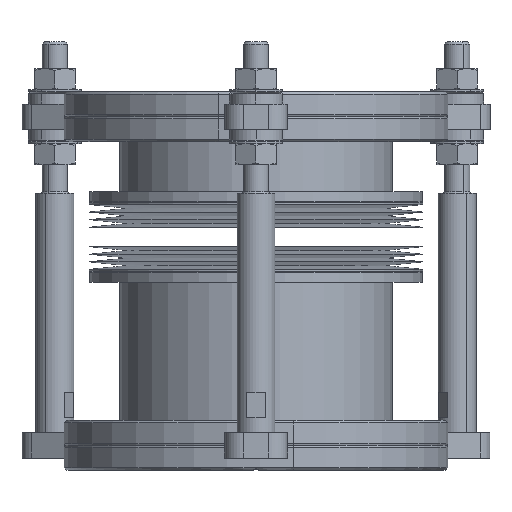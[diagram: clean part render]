
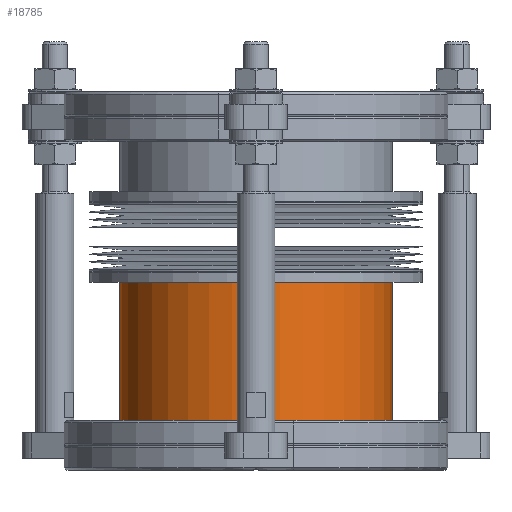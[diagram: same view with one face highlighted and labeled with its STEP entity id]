
A CAD part, front view. The second image highlights one B-rep face of the part: STEP entity #18785.
In plain terms, the highlighted cylindrical face has radius 54 mm (diameter 108 mm), a partial arc.
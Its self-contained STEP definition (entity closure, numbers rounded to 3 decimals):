
#957 = VERTEX_POINT ( 'NONE', #25221 ) ;
#1062 = EDGE_CURVE ( 'NONE', #21305, #25052, #13326, .T. ) ;
#1606 = CARTESIAN_POINT ( 'NONE',  ( 0., 0., -140.5 ) ) ;
#2123 = AXIS2_PLACEMENT_3D ( 'NONE', #1606, #19222, #4145 ) ;
#2128 = CARTESIAN_POINT ( 'NONE',  ( 0., 0., -149.066 ) ) ;
#2394 = AXIS2_PLACEMENT_3D ( 'NONE', #2713, #20197, #27748 ) ;
#2713 = CARTESIAN_POINT ( 'NONE',  ( 0., 0., -75.5 ) ) ;
#3778 = EDGE_CURVE ( 'NONE', #21305, #957, #31948, .T. ) ;
#4145 = DIRECTION ( 'NONE',  ( -1., 0., 0. ) ) ;
#6244 = EDGE_CURVE ( 'NONE', #957, #17205, #30502, .T. ) ;
#6658 = VECTOR ( 'NONE', #10047, 1000. ) ;
#9073 = EDGE_LOOP ( 'NONE', ( #25865, #19486, #26230, #10527 ) ) ;
#10047 = DIRECTION ( 'NONE',  ( 0., 0., -1. ) ) ;
#10527 = ORIENTED_EDGE ( 'NONE', *, *, #29585, .F. ) ;
#11521 = FACE_OUTER_BOUND ( 'NONE', #9073, .T. ) ;
#12217 = DIRECTION ( 'NONE',  ( -1., 0., 0. ) ) ;
#13326 = LINE ( 'NONE', #22628, #6658 ) ;
#13752 = CARTESIAN_POINT ( 'NONE',  ( -54., 0., -140.5 ) ) ;
#14961 = AXIS2_PLACEMENT_3D ( 'NONE', #2128, #32212, #12217 ) ;
#17205 = VERTEX_POINT ( 'NONE', #13752 ) ;
#18785 = ADVANCED_FACE ( 'NONE', ( #11521 ), #28420, .T. ) ;
#19222 = DIRECTION ( 'NONE',  ( 0., 0., -1. ) ) ;
#19486 = ORIENTED_EDGE ( 'NONE', *, *, #3778, .T. ) ;
#19821 = CIRCLE ( 'NONE', #2123, 54. ) ;
#20197 = DIRECTION ( 'NONE',  ( 0., 0., -1. ) ) ;
#21305 = VERTEX_POINT ( 'NONE', #23686 ) ;
#21898 = CARTESIAN_POINT ( 'NONE',  ( -54., 0., -149.066 ) ) ;
#22628 = CARTESIAN_POINT ( 'NONE',  ( 54., 0., -149.066 ) ) ;
#22909 = CARTESIAN_POINT ( 'NONE',  ( 54., 0., -140.5 ) ) ;
#23686 = CARTESIAN_POINT ( 'NONE',  ( 54., 0., -75.5 ) ) ;
#25052 = VERTEX_POINT ( 'NONE', #22909 ) ;
#25221 = CARTESIAN_POINT ( 'NONE',  ( -54., 0., -75.5 ) ) ;
#25865 = ORIENTED_EDGE ( 'NONE', *, *, #1062, .F. ) ;
#26230 = ORIENTED_EDGE ( 'NONE', *, *, #6244, .T. ) ;
#27748 = DIRECTION ( 'NONE',  ( -1., 0., 0. ) ) ;
#28420 = CYLINDRICAL_SURFACE ( 'NONE', #14961, 54. ) ;
#28555 = DIRECTION ( 'NONE',  ( 0., 0., -1. ) ) ;
#29585 = EDGE_CURVE ( 'NONE', #25052, #17205, #19821, .T. ) ;
#29722 = VECTOR ( 'NONE', #28555, 1000. ) ;
#30502 = LINE ( 'NONE', #21898, #29722 ) ;
#31948 = CIRCLE ( 'NONE', #2394, 54. ) ;
#32212 = DIRECTION ( 'NONE',  ( 0., 0., -1. ) ) ;
